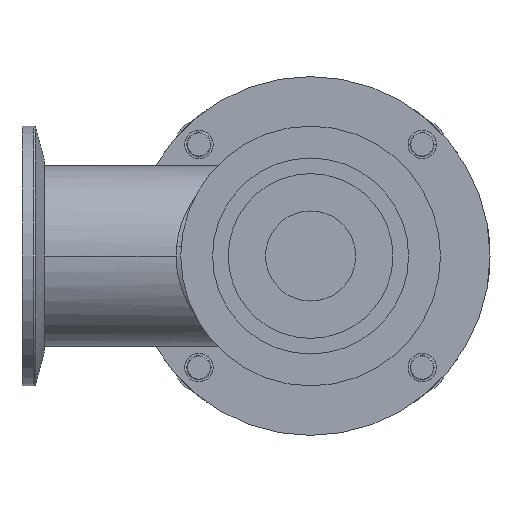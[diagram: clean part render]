
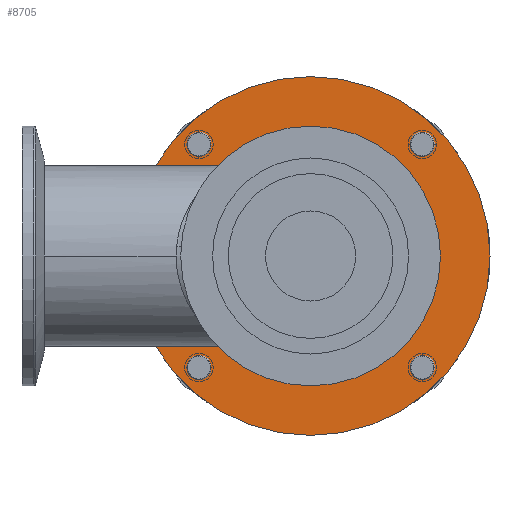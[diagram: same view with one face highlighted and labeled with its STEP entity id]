
A CAD part, left-side view. The second image highlights one B-rep face of the part: STEP entity #8705.
In plain terms, the highlighted planar face has unit normal (-1, 0, 0).
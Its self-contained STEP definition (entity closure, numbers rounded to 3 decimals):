
#191 = CARTESIAN_POINT ( 'NONE',  ( 37.262, 23.582, 23.582 ) ) ;
#241 = CIRCLE ( 'NONE', #5355, 25.463 ) ;
#254 = VERTEX_POINT ( 'NONE', #5328 ) ;
#308 = CARTESIAN_POINT ( 'NONE',  ( 37.262, 23.582, 21.082 ) ) ;
#424 = CARTESIAN_POINT ( 'NONE',  ( 37.262, 23.582, 26.082 ) ) ;
#448 = EDGE_LOOP ( 'NONE', ( #6742, #8066 ) ) ;
#527 = DIRECTION ( 'NONE',  ( -1., 0., 0. ) ) ;
#538 = EDGE_CURVE ( 'NONE', #766, #4762, #2793, .T. ) ;
#687 = FACE_BOUND ( 'NONE', #2173, .T. ) ;
#699 = AXIS2_PLACEMENT_3D ( 'NONE', #191, #7998, #3068 ) ;
#766 = VERTEX_POINT ( 'NONE', #9282 ) ;
#831 = DIRECTION ( 'NONE',  ( 0., -1., 0. ) ) ;
#840 = AXIS2_PLACEMENT_3D ( 'NONE', #2736, #8466, #7106 ) ;
#849 = CARTESIAN_POINT ( 'NONE',  ( 37.262, 23.582, 23.582 ) ) ;
#951 = DIRECTION ( 'NONE',  ( 0., -1., 0. ) ) ;
#1090 = DIRECTION ( 'NONE',  ( 1., 0., 0. ) ) ;
#1091 = EDGE_CURVE ( 'NONE', #8686, #1770, #6622, .T. ) ;
#1345 = ORIENTED_EDGE ( 'NONE', *, *, #6560, .T. ) ;
#1371 = ORIENTED_EDGE ( 'NONE', *, *, #5807, .T. ) ;
#1493 = ORIENTED_EDGE ( 'NONE', *, *, #1091, .T. ) ;
#1543 = VERTEX_POINT ( 'NONE', #8963 ) ;
#1668 = EDGE_LOOP ( 'NONE', ( #7867, #6401 ) ) ;
#1762 = CARTESIAN_POINT ( 'NONE',  ( 37.262, 37.897, 0. ) ) ;
#1770 = VERTEX_POINT ( 'NONE', #1762 ) ;
#1776 = VERTEX_POINT ( 'NONE', #308 ) ;
#1800 = CARTESIAN_POINT ( 'NONE',  ( 37.262, 0., 0. ) ) ;
#1860 = VERTEX_POINT ( 'NONE', #2785 ) ;
#2060 = CIRCLE ( 'NONE', #7324, 2.5 ) ;
#2072 = AXIS2_PLACEMENT_3D ( 'NONE', #3642, #6617, #3046 ) ;
#2164 = DIRECTION ( 'NONE',  ( 0., 1., 0. ) ) ;
#2173 = EDGE_LOOP ( 'NONE', ( #1345, #8811 ) ) ;
#2411 = DIRECTION ( 'NONE',  ( -1., 0., 0. ) ) ;
#2412 = DIRECTION ( 'NONE',  ( 0., -1., 0. ) ) ;
#2510 = CIRCLE ( 'NONE', #4152, 25.463 ) ;
#2644 = CARTESIAN_POINT ( 'NONE',  ( 37.262, 25.463, 0. ) ) ;
#2736 = CARTESIAN_POINT ( 'NONE',  ( 37.262, -23.582, 23.582 ) ) ;
#2737 = CARTESIAN_POINT ( 'NONE',  ( 37.262, 0., 0. ) ) ;
#2785 = CARTESIAN_POINT ( 'NONE',  ( 37.262, 23.582, -26.082 ) ) ;
#2793 = CIRCLE ( 'NONE', #840, 2.5 ) ;
#2968 = AXIS2_PLACEMENT_3D ( 'NONE', #4376, #7239, #2412 ) ;
#3046 = DIRECTION ( 'NONE',  ( 0., -1., 0. ) ) ;
#3068 = DIRECTION ( 'NONE',  ( 0., -1., 0. ) ) ;
#3250 = DIRECTION ( 'NONE',  ( 1., 0., 0. ) ) ;
#3440 = CARTESIAN_POINT ( 'NONE',  ( 37.262, -23.582, -21.082 ) ) ;
#3532 = VERTEX_POINT ( 'NONE', #2644 ) ;
#3558 = PLANE ( 'NONE',  #6451 ) ;
#3575 = DIRECTION ( 'NONE',  ( 0., 1., 0. ) ) ;
#3642 = CARTESIAN_POINT ( 'NONE',  ( 37.262, 23.582, -23.582 ) ) ;
#3652 = FACE_OUTER_BOUND ( 'NONE', #6952, .T. ) ;
#3715 = CIRCLE ( 'NONE', #2968, 2.5 ) ;
#3716 = CIRCLE ( 'NONE', #8829, 2.5 ) ;
#3755 = FACE_BOUND ( 'NONE', #8239, .T. ) ;
#3865 = CIRCLE ( 'NONE', #9117, 2.5 ) ;
#4046 = ORIENTED_EDGE ( 'NONE', *, *, #538, .T. ) ;
#4152 = AXIS2_PLACEMENT_3D ( 'NONE', #1800, #4807, #8290 ) ;
#4238 = EDGE_LOOP ( 'NONE', ( #8543, #9279 ) ) ;
#4363 = CARTESIAN_POINT ( 'NONE',  ( 37.262, -37.897, 0. ) ) ;
#4376 = CARTESIAN_POINT ( 'NONE',  ( 37.262, -23.582, -23.582 ) ) ;
#4535 = EDGE_CURVE ( 'NONE', #5616, #1860, #7383, .T. ) ;
#4738 = EDGE_CURVE ( 'NONE', #3532, #254, #241, .T. ) ;
#4760 = CIRCLE ( 'NONE', #699, 2.5 ) ;
#4762 = VERTEX_POINT ( 'NONE', #8186 ) ;
#4807 = DIRECTION ( 'NONE',  ( -1., 0., 0. ) ) ;
#4921 = AXIS2_PLACEMENT_3D ( 'NONE', #6493, #527, #3575 ) ;
#5118 = DIRECTION ( 'NONE',  ( 0., -1., 0. ) ) ;
#5162 = FACE_BOUND ( 'NONE', #448, .T. ) ;
#5231 = CIRCLE ( 'NONE', #4921, 37.897 ) ;
#5271 = DIRECTION ( 'NONE',  ( 0., 1., 0. ) ) ;
#5316 = EDGE_CURVE ( 'NONE', #254, #3532, #2510, .T. ) ;
#5328 = CARTESIAN_POINT ( 'NONE',  ( 37.262, -25.463, 0. ) ) ;
#5355 = AXIS2_PLACEMENT_3D ( 'NONE', #8846, #2411, #5271 ) ;
#5616 = VERTEX_POINT ( 'NONE', #7344 ) ;
#5624 = EDGE_CURVE ( 'NONE', #8017, #1543, #3715, .T. ) ;
#5646 = EDGE_CURVE ( 'NONE', #5907, #1776, #4760, .T. ) ;
#5700 = ORIENTED_EDGE ( 'NONE', *, *, #6915, .T. ) ;
#5779 = FACE_BOUND ( 'NONE', #4238, .T. ) ;
#5807 = EDGE_CURVE ( 'NONE', #4762, #766, #3865, .T. ) ;
#5907 = VERTEX_POINT ( 'NONE', #424 ) ;
#6033 = CARTESIAN_POINT ( 'NONE',  ( 37.262, -23.582, 23.582 ) ) ;
#6084 = DIRECTION ( 'NONE',  ( 0., -1., 0. ) ) ;
#6401 = ORIENTED_EDGE ( 'NONE', *, *, #5316, .F. ) ;
#6451 = AXIS2_PLACEMENT_3D ( 'NONE', #7987, #8783, #831 ) ;
#6452 = DIRECTION ( 'NONE',  ( -1., 0., 0. ) ) ;
#6493 = CARTESIAN_POINT ( 'NONE',  ( 37.262, 0., 0. ) ) ;
#6528 = FACE_BOUND ( 'NONE', #1668, .T. ) ;
#6560 = EDGE_CURVE ( 'NONE', #1860, #5616, #8989, .T. ) ;
#6617 = DIRECTION ( 'NONE',  ( 1., 0., 0. ) ) ;
#6622 = CIRCLE ( 'NONE', #9020, 37.897 ) ;
#6742 = ORIENTED_EDGE ( 'NONE', *, *, #7706, .T. ) ;
#6915 = EDGE_CURVE ( 'NONE', #1770, #8686, #5231, .T. ) ;
#6952 = EDGE_LOOP ( 'NONE', ( #5700, #1493 ) ) ;
#7106 = DIRECTION ( 'NONE',  ( 0., -1., 0. ) ) ;
#7239 = DIRECTION ( 'NONE',  ( 1., 0., 0. ) ) ;
#7244 = DIRECTION ( 'NONE',  ( 1., 0., 0. ) ) ;
#7324 = AXIS2_PLACEMENT_3D ( 'NONE', #9077, #1090, #6084 ) ;
#7344 = CARTESIAN_POINT ( 'NONE',  ( 37.262, 23.582, -21.082 ) ) ;
#7383 = CIRCLE ( 'NONE', #7529, 2.5 ) ;
#7529 = AXIS2_PLACEMENT_3D ( 'NONE', #8640, #7988, #5118 ) ;
#7706 = EDGE_CURVE ( 'NONE', #1776, #5907, #3716, .T. ) ;
#7844 = EDGE_CURVE ( 'NONE', #1543, #8017, #2060, .T. ) ;
#7867 = ORIENTED_EDGE ( 'NONE', *, *, #4738, .F. ) ;
#7987 = CARTESIAN_POINT ( 'NONE',  ( 37.262, -25.463, 0. ) ) ;
#7988 = DIRECTION ( 'NONE',  ( 1., 0., 0. ) ) ;
#7998 = DIRECTION ( 'NONE',  ( 1., 0., 0. ) ) ;
#8017 = VERTEX_POINT ( 'NONE', #3440 ) ;
#8066 = ORIENTED_EDGE ( 'NONE', *, *, #5646, .T. ) ;
#8186 = CARTESIAN_POINT ( 'NONE',  ( 37.262, -23.582, 26.082 ) ) ;
#8239 = EDGE_LOOP ( 'NONE', ( #4046, #1371 ) ) ;
#8290 = DIRECTION ( 'NONE',  ( 0., 1., 0. ) ) ;
#8466 = DIRECTION ( 'NONE',  ( 1., 0., 0. ) ) ;
#8543 = ORIENTED_EDGE ( 'NONE', *, *, #7844, .T. ) ;
#8640 = CARTESIAN_POINT ( 'NONE',  ( 37.262, 23.582, -23.582 ) ) ;
#8686 = VERTEX_POINT ( 'NONE', #4363 ) ;
#8705 = ADVANCED_FACE ( 'NONE', ( #6528, #5779, #687, #3755, #5162, #3652 ), #3558, .F. ) ;
#8783 = DIRECTION ( 'NONE',  ( 1., 0., 0. ) ) ;
#8811 = ORIENTED_EDGE ( 'NONE', *, *, #4535, .T. ) ;
#8829 = AXIS2_PLACEMENT_3D ( 'NONE', #849, #7244, #951 ) ;
#8846 = CARTESIAN_POINT ( 'NONE',  ( 37.262, 0., 0. ) ) ;
#8963 = CARTESIAN_POINT ( 'NONE',  ( 37.262, -23.582, -26.082 ) ) ;
#8985 = DIRECTION ( 'NONE',  ( 0., -1., 0. ) ) ;
#8989 = CIRCLE ( 'NONE', #2072, 2.5 ) ;
#9020 = AXIS2_PLACEMENT_3D ( 'NONE', #2737, #6452, #2164 ) ;
#9077 = CARTESIAN_POINT ( 'NONE',  ( 37.262, -23.582, -23.582 ) ) ;
#9117 = AXIS2_PLACEMENT_3D ( 'NONE', #6033, #3250, #8985 ) ;
#9279 = ORIENTED_EDGE ( 'NONE', *, *, #5624, .T. ) ;
#9282 = CARTESIAN_POINT ( 'NONE',  ( 37.262, -23.582, 21.082 ) ) ;
